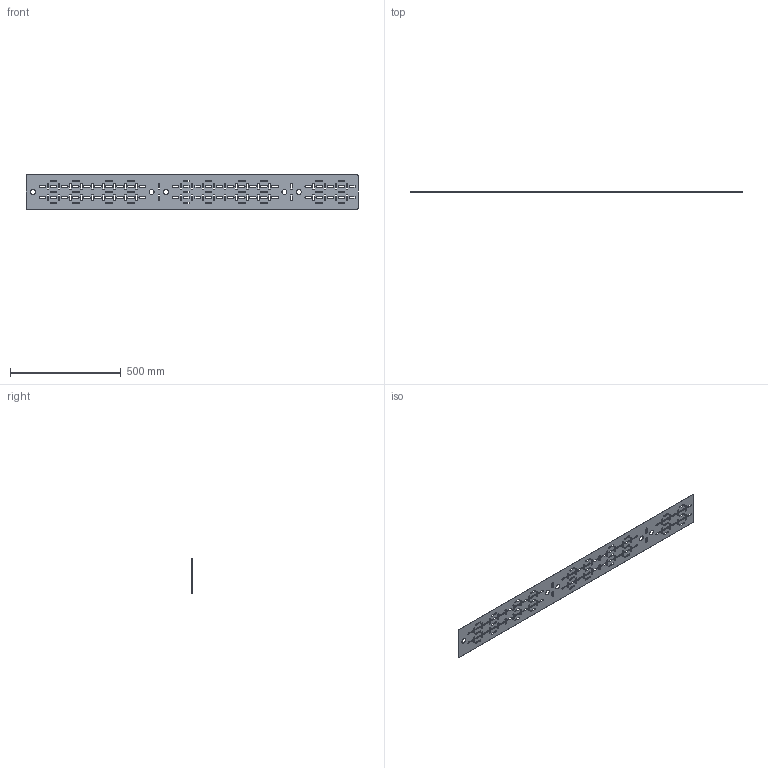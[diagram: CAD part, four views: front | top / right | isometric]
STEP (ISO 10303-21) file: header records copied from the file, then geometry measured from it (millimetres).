
FILE_DESCRIPTION (( 'STEP AP203' ), '1' );
FILE_NAME ('ÊÈÂÀ 195.00.09 Äîííàÿ âñòàâêà äëÿ ëîòêà LESTA_1500õ200.step', '2022-01-27T11:32:28', ( '' ), ( '' ), 'SwSTEP 2.0', 'SolidWorks 2017', '' );
FILE_SCHEMA (( 'CONFIG_CONTROL_DESIGN' ));
Length unit declared in the file: millimetre
Products named in the file (1): ÊÈÂÀ 195.00.09 Äîííàÿ âñòàâêà äëÿ ëîòêà LESTA_1500õ200
Bounding box: 1500 x 1.2 x 155 mm (x, y, z)
Volume: 245840.6 mm3; surface area: 424573 mm2
Topology: 1 solids, 1 shells, 612 faces, 1830 edges, 1220 vertices
Faces by surface type: cylinder 350, plane 262
Entity records: 21463 total; most frequent: DIRECTION 3756, CARTESIAN_POINT 3663, ORIENTED_EDGE 3660, EDGE_CURVE 1830, AXIS2_PLACEMENT_3D 1313, VERTEX_POINT 1220, LINE 1130, VECTOR 1130
